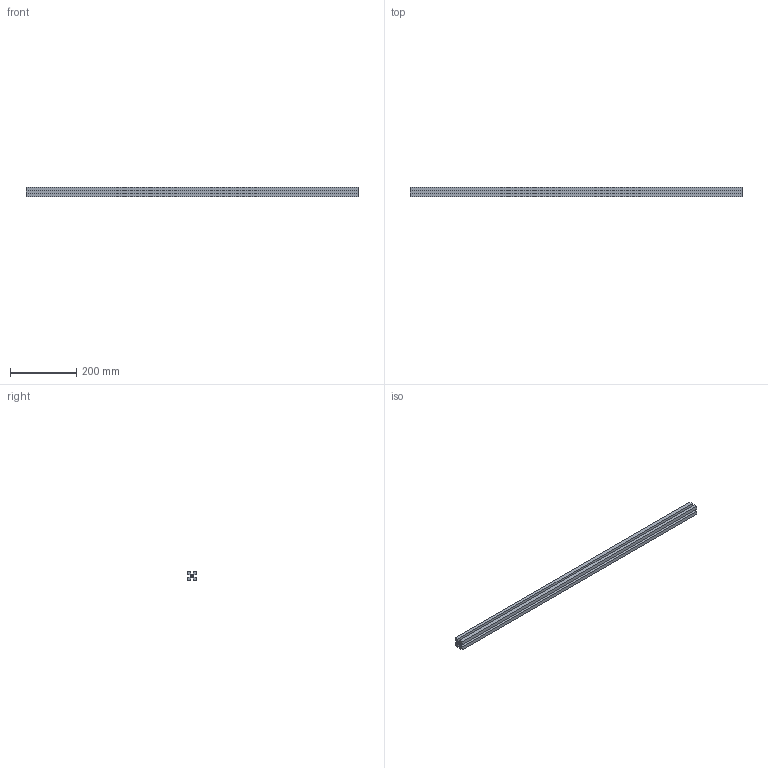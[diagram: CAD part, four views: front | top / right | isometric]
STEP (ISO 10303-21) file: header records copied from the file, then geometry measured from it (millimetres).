
FILE_DESCRIPTION(('STEP AP203'),'1');
FILE_NAME('cctmp_FBC5232E-649B-4C10-9453-5EF8F9B560EB_2025_03_05_07_03_00_0216_22224..stp','2025-03-05T13:03:00',('KiM GmbH'),('CADClick - www.CADClick.com'),'Spatial InterOp 3D',' ','unknown authorization');
FILE_SCHEMA(('CONFIG_CONTROL_DESIGN'));
Length unit declared in the file: millimetre
Products named in the file (1): 1
Bounding box: 1000 x 30 x 30 mm (x, y, z)
Volume: 570146.1 mm3; surface area: 216073.9 mm2
Topology: 1 solids, 1 shells, 24 faces, 66 edges, 44 vertices
Faces by surface type: plane 22, cylinder 2
Entity records: 802 total; most frequent: CARTESIAN_POINT 135, ORIENTED_EDGE 132, DIRECTION 120, EDGE_CURVE 66, LINE 62, VECTOR 62, VERTEX_POINT 44, AXIS2_PLACEMENT_3D 29
